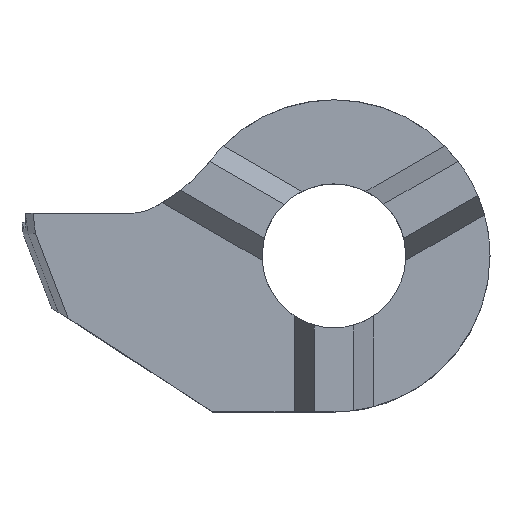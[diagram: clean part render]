
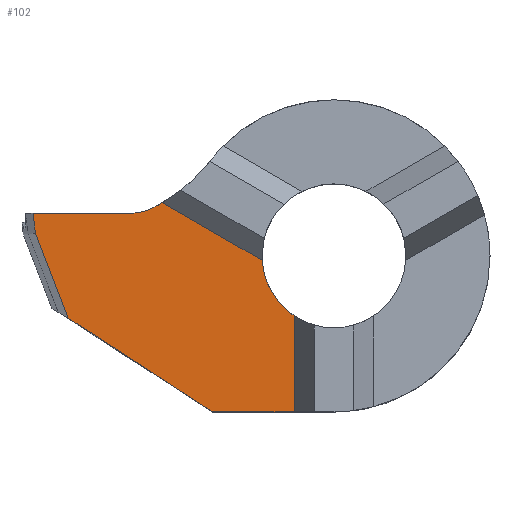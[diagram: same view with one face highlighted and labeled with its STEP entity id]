
A CAD part, top view. The second image highlights one B-rep face of the part: STEP entity #102.
In plain terms, the highlighted planar face has unit normal (0, 0, 1).
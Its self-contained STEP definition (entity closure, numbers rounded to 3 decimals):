
#57=PLANE('',#875);
#102=ADVANCED_FACE('',(#149),#57,.T.);
#149=FACE_OUTER_BOUND('',#191,.T.);
#191=EDGE_LOOP('',(#416,#417,#418,#419,#420,#421,#422,#423,#424,#425));
#227=LINE('',#1240,#285);
#238=LINE('',#1270,#296);
#241=LINE('',#1300,#299);
#243=LINE('',#1330,#301);
#244=LINE('',#1332,#302);
#245=LINE('',#1334,#303);
#246=LINE('',#1336,#304);
#285=VECTOR('',#969,1.);
#296=VECTOR('',#998,1.);
#299=VECTOR('',#1007,1.);
#301=VECTOR('',#1023,1.);
#302=VECTOR('',#1024,1.);
#303=VECTOR('',#1025,1.);
#304=VECTOR('',#1026,1.);
#416=ORIENTED_EDGE('',*,*,#684,.F.);
#417=ORIENTED_EDGE('',*,*,#692,.T.);
#418=ORIENTED_EDGE('',*,*,#693,.T.);
#419=ORIENTED_EDGE('',*,*,#694,.T.);
#420=ORIENTED_EDGE('',*,*,#695,.F.);
#421=ORIENTED_EDGE('',*,*,#696,.F.);
#422=ORIENTED_EDGE('',*,*,#697,.T.);
#423=ORIENTED_EDGE('',*,*,#661,.T.);
#424=ORIENTED_EDGE('',*,*,#676,.T.);
#425=ORIENTED_EDGE('',*,*,#647,.F.);
#569=VERTEX_POINT('',#1197);
#570=VERTEX_POINT('',#1199);
#582=VERTEX_POINT('',#1238);
#584=VERTEX_POINT('',#1241);
#597=VERTEX_POINT('',#1299);
#601=VERTEX_POINT('',#1327);
#602=VERTEX_POINT('',#1329);
#603=VERTEX_POINT('',#1331);
#604=VERTEX_POINT('',#1333);
#605=VERTEX_POINT('',#1335);
#647=EDGE_CURVE('',#569,#570,#753,.T.);
#661=EDGE_CURVE('',#584,#582,#227,.T.);
#676=EDGE_CURVE('',#582,#570,#238,.T.);
#684=EDGE_CURVE('',#597,#569,#241,.T.);
#692=EDGE_CURVE('',#597,#601,#765,.T.);
#693=EDGE_CURVE('',#601,#602,#766,.T.);
#694=EDGE_CURVE('',#602,#603,#243,.T.);
#695=EDGE_CURVE('',#604,#603,#244,.T.);
#696=EDGE_CURVE('',#605,#604,#245,.T.);
#697=EDGE_CURVE('',#605,#584,#246,.T.);
#753=CIRCLE('',#848,2.075);
#765=CIRCLE('',#873,5.);
#766=CIRCLE('',#874,1.5);
#848=AXIS2_PLACEMENT_3D('',#1198,#949,#950);
#873=AXIS2_PLACEMENT_3D('',#1326,#1019,#1020);
#874=AXIS2_PLACEMENT_3D('',#1328,#1021,#1022);
#875=AXIS2_PLACEMENT_3D('',#1337,#1027,#1028);
#949=DIRECTION('',(0.,0.,1.));
#950=DIRECTION('',(1.,0.,0.));
#969=DIRECTION('',(1.,0.,0.));
#998=DIRECTION('',(0.,1.,0.));
#1007=DIRECTION('',(0.866,-0.5,0.));
#1019=DIRECTION('',(0.,0.,-1.));
#1020=DIRECTION('',(1.,0.,0.));
#1021=DIRECTION('',(0.,0.,-1.));
#1022=DIRECTION('',(-1.,0.,0.));
#1023=DIRECTION('',(-1.,0.,0.));
#1024=DIRECTION('',(-0.122,0.993,0.));
#1025=DIRECTION('',(-0.358,0.934,0.));
#1026=DIRECTION('',(0.839,-0.545,0.));
#1027=DIRECTION('',(0.,0.,1.));
#1028=DIRECTION('',(1.,0.,0.));
#1197=CARTESIAN_POINT('',(-2.071,-0.131,0.));
#1198=CARTESIAN_POINT('',(0.,0.,0.));
#1199=CARTESIAN_POINT('',(-1.149,-1.728,0.));
#1238=CARTESIAN_POINT('',(-1.149,-4.5,0.));
#1240=CARTESIAN_POINT('',(-3.5,-4.5,0.));
#1241=CARTESIAN_POINT('',(-3.5,-4.5,0.));
#1270=CARTESIAN_POINT('',(-1.149,-4.5,0.));
#1299=CARTESIAN_POINT('',(-4.949,1.531,0.));
#1300=CARTESIAN_POINT('',(-9.273,4.027,0.));
#1326=CARTESIAN_POINT('',(-7.5,5.831,0.));
#1327=CARTESIAN_POINT('',(-5.195,1.394,0.));
#1328=CARTESIAN_POINT('',(-5.887,2.725,0.));
#1329=CARTESIAN_POINT('',(-5.887,1.225,0.));
#1330=CARTESIAN_POINT('',(-5.887,1.225,0.));
#1331=CARTESIAN_POINT('',(-8.679,1.225,0.));
#1332=CARTESIAN_POINT('',(-8.651,1.004,0.));
#1333=CARTESIAN_POINT('',(-8.608,0.65,0.));
#1334=CARTESIAN_POINT('',(-8.789,1.121,0.));
#1335=CARTESIAN_POINT('',(-7.671,-1.791,0.));
#1336=CARTESIAN_POINT('',(-8.32,-1.37,0.));
#1337=CARTESIAN_POINT('',(-9.298,0.925,0.));
